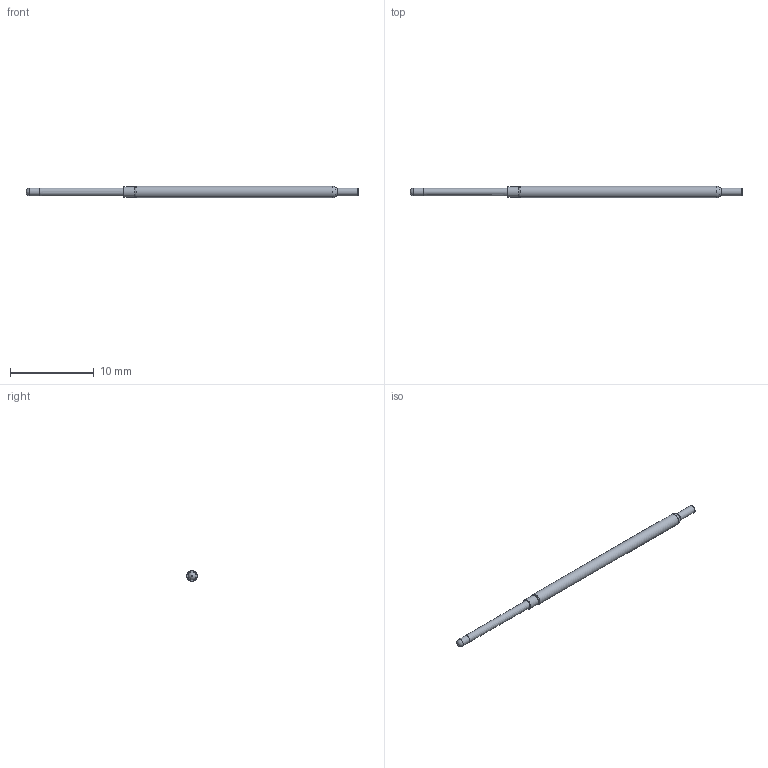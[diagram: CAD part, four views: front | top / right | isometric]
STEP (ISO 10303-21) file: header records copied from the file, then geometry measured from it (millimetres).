
FILE_DESCRIPTION (( 'STEP AP214' ), '1' );
FILE_NAME ('X75-4040.STEP', '2020-04-17T15:16:15', ( '' ), ( '' ), 'SwSTEP 2.0', 'SolidWorks 2019', '' );
FILE_SCHEMA (( 'AUTOMOTIVE_DESIGN' ));
Length unit declared in the file: inch
Products named in the file (1): X75-4040
Bounding box: 39.62 x 1.37 x 1.37 mm (x, y, z)
Volume: 46.3 mm3; surface area: 151.1 mm2
Topology: 1 solids, 1 shells, 15 faces, 28 edges, 16 vertices
Faces by surface type: torus 5, cylinder 4, plane 3, cone 3
Full cylindrical faces by diameter (mm): 0.914 x1, 0.922 x1, 1.232 x1, 1.367 x1
Entity records: 529 total; most frequent: DIRECTION 60, CARTESIAN_POINT 44, AXIS2_PLACEMENT_3D 30, ORIENTED_EDGE 28, EDGE_LOOP 28, FACE_OUTER_BOUND 24, DIMENSIONAL_EXPONENTS 18, UNCERTAINTY_MEASURE_WITH_UNIT 18
